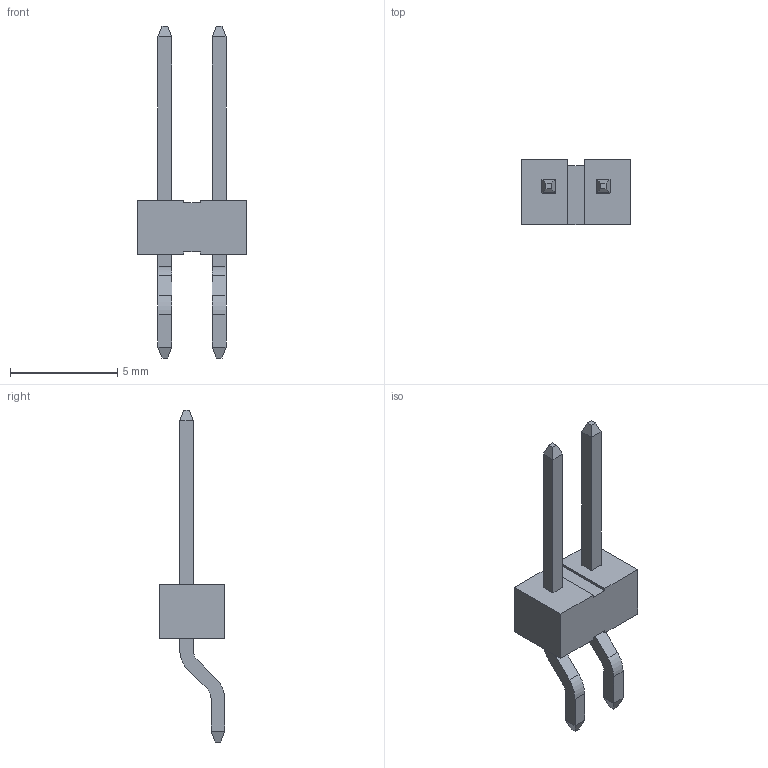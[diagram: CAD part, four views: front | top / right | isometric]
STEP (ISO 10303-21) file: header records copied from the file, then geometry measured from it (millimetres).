
FILE_DESCRIPTION(/* description */ ('STEP AP214'),/* implementation_level */ '2;1');
FILE_NAME(/* name */ 'TSM-102-02-S-SH',/* time_stamp */ '2023-10-20T17:25:23+02:00',/* author */ ('License CC BY-ND 4.0'),/* organization */ ('CADENAS'),/* preprocessor_version */ 'ST-DEVELOPER v19.3',/* originating_system */ 'PARTsolutions',/* authorisation */ ' ');
FILE_SCHEMA (('AUTOMOTIVE_DESIGN {1 0 10303 214 3 1 1}'));
Length unit declared in the file: inch
Products named in the file (3): TSM-102-02-S-SH; T-1S6-15(-02-2-SH); TSM-102-02-SH_body
Assembly tree (2 placements, depth 2):
  TSM-102-02-S-SH
    T-1S6-15(-02-2-SH)
    TSM-102-02-SH_body
Bounding box: 5.08 x 3.05 x 15.49 mm (x, y, z)
Volume: 49.1 mm3; surface area: 168.9 mm2
Topology: 2 solids, 2 shells, 68 faces, 176 edges, 112 vertices
Faces by surface type: plane 60, cylinder 8
Entity records: 2114 total; most frequent: CARTESIAN_POINT 359, ORIENTED_EDGE 352, DIRECTION 334, EDGE_CURVE 176, LINE 160, VECTOR 160, VERTEX_POINT 112, AXIS2_PLACEMENT_3D 87
